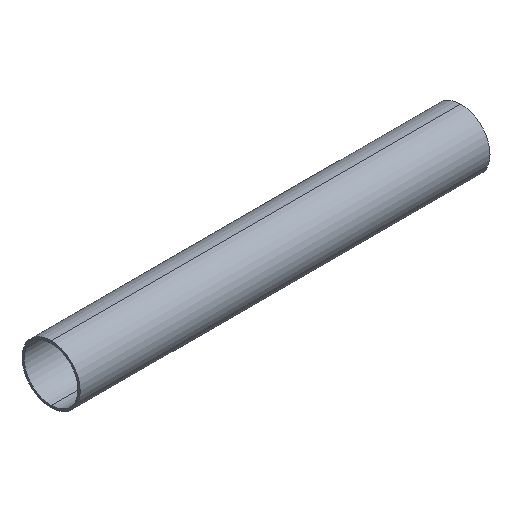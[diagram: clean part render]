
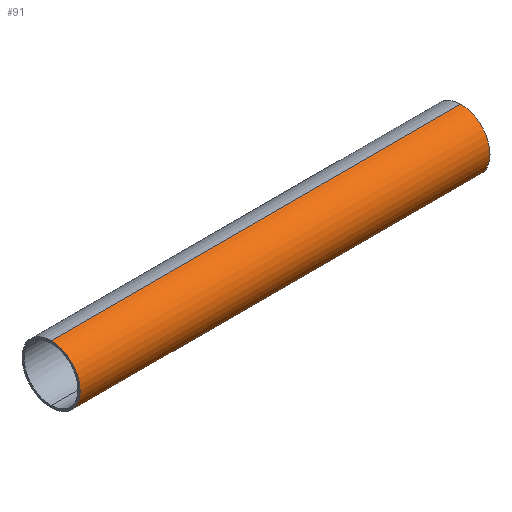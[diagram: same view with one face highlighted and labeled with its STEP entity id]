
A CAD part, isometric view. The second image highlights one B-rep face of the part: STEP entity #91.
In plain terms, the highlighted cylindrical face has radius 355 mm (diameter 710 mm), a partial arc.
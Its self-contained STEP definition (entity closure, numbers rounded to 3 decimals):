
#53 = VERTEX_POINT( '', #123 );
#67 = VERTEX_POINT( '', #139 );
#69 = VERTEX_POINT( '', #141 );
#71 = EDGE_CURVE( '', #69, #67, #143, .T. );
#75 = EDGE_CURVE( '', #53, #87, #147, .T. );
#83 = EDGE_CURVE( '', #67, #53, #156, .T. );
#87 = VERTEX_POINT( '', #161 );
#91 = ADVANCED_FACE( '', ( #165 ), #166, .T. );
#99 = EDGE_CURVE( '', #87, #69, #174, .T. );
#123 = CARTESIAN_POINT( '', ( 5000., 0., 355. ) );
#139 = CARTESIAN_POINT( '', ( 5000., 0., -355. ) );
#141 = CARTESIAN_POINT( '', ( 0., 0., -355. ) );
#143 = LINE( '', #215, #216 );
#147 = LINE( '', #221, #222 );
#156 = CIRCLE( '', #235, 355. );
#161 = CARTESIAN_POINT( '', ( 0., 0., 355. ) );
#165 = FACE_OUTER_BOUND( '', #245, .T. );
#166 = CYLINDRICAL_SURFACE( '', #246, 355. );
#174 = CIRCLE( '', #257, 355. );
#215 = CARTESIAN_POINT( '', ( 0., 0., -355. ) );
#216 = VECTOR( '', #282, 1. );
#221 = CARTESIAN_POINT( '', ( 0., 0., 355. ) );
#222 = VECTOR( '', #283, 1. );
#235 = AXIS2_PLACEMENT_3D( '', #296, #297, #298 );
#245 = EDGE_LOOP( '', ( #311, #312, #313, #314 ) );
#246 = AXIS2_PLACEMENT_3D( '', #315, #316, #317 );
#257 = AXIS2_PLACEMENT_3D( '', #324, #325, #326 );
#282 = DIRECTION( '', ( 1., 0., 0. ) );
#283 = DIRECTION( '', ( -1., 0., 0. ) );
#296 = CARTESIAN_POINT( '', ( 5000., 0., 0. ) );
#297 = DIRECTION( '', ( -1., 0., 0. ) );
#298 = DIRECTION( '', ( 0., 0., -1. ) );
#311 = ORIENTED_EDGE( '', *, *, #71, .T. );
#312 = ORIENTED_EDGE( '', *, *, #83, .T. );
#313 = ORIENTED_EDGE( '', *, *, #75, .T. );
#314 = ORIENTED_EDGE( '', *, *, #99, .T. );
#315 = CARTESIAN_POINT( '', ( 0., 0., 0. ) );
#316 = DIRECTION( '', ( -1., 0., 0. ) );
#317 = DIRECTION( '', ( 0., 0., -1. ) );
#324 = CARTESIAN_POINT( '', ( 0., 0., 0. ) );
#325 = DIRECTION( '', ( 1., 0., 0. ) );
#326 = DIRECTION( '', ( 0., 0., -1. ) );
